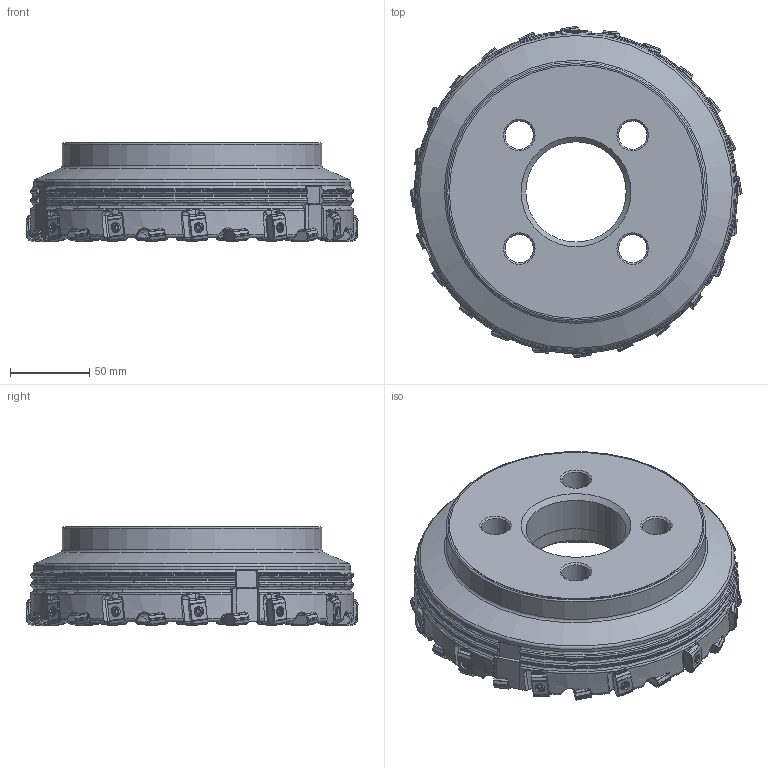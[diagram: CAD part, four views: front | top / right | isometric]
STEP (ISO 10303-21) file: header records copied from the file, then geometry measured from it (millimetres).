
FILE_DESCRIPTION(/* description */ (''),/* implementation_level */ '2;1');
FILE_NAME(/* name */ 'toolassembly_1.stp',/* time_stamp */ '2019-12-20T10:21:08+01:00',/* author */ (''),/* organization */ ('SMS'),/* preprocessor_version */ 'ST-DEVELOPER v16.7',/* originating_system */ 'SIEMENS PLM Software NX 12.0',/* authorisation */ '');
FILE_SCHEMA (('AUTOMOTIVE_DESIGN { 1 0 10303 214 3 1 1 1 }'));
Products named in the file (4): ASSEMBLY_CONSTRUCTION; CUT_20191220101912; NOCUT_20191220101912; TOOLASSEMBLY_1
Assembly tree (26 placements, depth 2):
  TOOLASSEMBLY_1
    NOCUT_20191220101912
    CUT_20191220101912  x24
    ASSEMBLY_CONSTRUCTION
Bounding box: 210.11 x 210.11 x 63.02 mm (x, y, z)
Volume: 1243976.2 mm3; surface area: 144033.2 mm2
Topology: 25 solids, 25 shells, 5124 faces, 13123 edges, 8224 vertices
Faces by surface type: plane 2382, cylinder 1645, cone 327, extrusion 288, torus 227, bspline 192, sphere 63
Full cylindrical faces by diameter (mm): 3.5 x24, 4 x24, 4.7 x24, 5.45 x24, 18 x4, 63.515 x1, 63.8 x1, 128.5 x1, 160.33 x1, 164.33 x1, 200.33 x1
Entity records: 76634 total; most frequent: CARTESIAN_POINT 28178, DIRECTION 9978, ORIENTED_EDGE 9922, EDGE_CURVE 4961, AXIS2_PLACEMENT_3D 3844, VERTEX_POINT 3281, VECTOR 2290, EDGE_LOOP 2256
